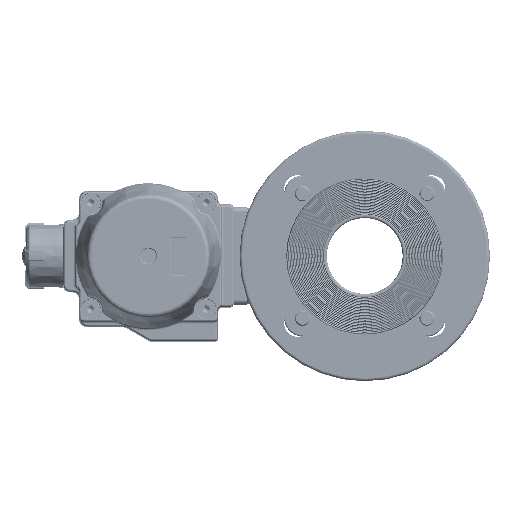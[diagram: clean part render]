
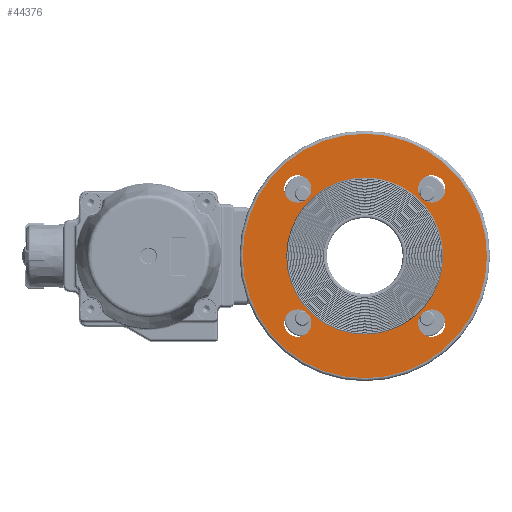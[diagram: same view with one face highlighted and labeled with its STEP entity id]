
A CAD part, left-side view. The second image highlights one B-rep face of the part: STEP entity #44376.
In plain terms, the highlighted planar face has unit normal (-1, 0, 0).
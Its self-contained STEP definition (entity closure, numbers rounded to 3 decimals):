
#3955=PLANE('',#48022);
#10376=ORIENTED_EDGE('',*,*,#23257,.T.);
#10377=ORIENTED_EDGE('',*,*,#23236,.F.);
#10378=ORIENTED_EDGE('',*,*,#23238,.F.);
#10379=ORIENTED_EDGE('',*,*,#23240,.F.);
#10380=ORIENTED_EDGE('',*,*,#23242,.F.);
#10381=ORIENTED_EDGE('',*,*,#23279,.F.);
#23236=EDGE_CURVE('',#29891,#29891,#34070,.T.);
#23238=EDGE_CURVE('',#29893,#29893,#34072,.T.);
#23240=EDGE_CURVE('',#29895,#29895,#34074,.T.);
#23242=EDGE_CURVE('',#29897,#29897,#34076,.T.);
#23257=EDGE_CURVE('',#29910,#29910,#34085,.T.);
#23279=EDGE_CURVE('',#29931,#29931,#34094,.T.);
#29891=VERTEX_POINT('',#66962);
#29893=VERTEX_POINT('',#66967);
#29895=VERTEX_POINT('',#66972);
#29897=VERTEX_POINT('',#66977);
#29910=VERTEX_POINT('',#67067);
#29931=VERTEX_POINT('',#67181);
#34070=CIRCLE('',#47864,9.);
#34072=CIRCLE('',#47867,9.);
#34074=CIRCLE('',#47870,9.);
#34076=CIRCLE('',#47873,9.);
#34085=CIRCLE('',#47888,80.5);
#34094=CIRCLE('',#47902,51.75);
#36600=EDGE_LOOP('',(#10376));
#36601=EDGE_LOOP('',(#10377));
#36602=EDGE_LOOP('',(#10378));
#36603=EDGE_LOOP('',(#10379));
#36604=EDGE_LOOP('',(#10380));
#36605=EDGE_LOOP('',(#10381));
#40253=FACE_BOUND('',#36600,.T.);
#40254=FACE_BOUND('',#36601,.T.);
#40255=FACE_BOUND('',#36602,.T.);
#40256=FACE_BOUND('',#36603,.T.);
#40257=FACE_BOUND('',#36604,.T.);
#40258=FACE_BOUND('',#36605,.T.);
#44376=ADVANCED_FACE('',(#40253,#40254,#40255,#40256,#40257,#40258),#3955,
 .F.);
#47864=AXIS2_PLACEMENT_3D('',#66961,#53189,#53190);
#47867=AXIS2_PLACEMENT_3D('',#66966,#53195,#53196);
#47870=AXIS2_PLACEMENT_3D('',#66971,#53201,#53202);
#47873=AXIS2_PLACEMENT_3D('',#66976,#53207,#53208);
#47888=AXIS2_PLACEMENT_3D('',#67066,#53239,#53240);
#47902=AXIS2_PLACEMENT_3D('',#67180,#53270,#53271);
#48022=AXIS2_PLACEMENT_3D('',#68029,#53603,#53604);
#53189=DIRECTION('',(-1.,0.,0.));
#53190=DIRECTION('',(0.,0.,1.));
#53195=DIRECTION('',(-1.,0.,0.));
#53196=DIRECTION('',(0.,0.,1.));
#53201=DIRECTION('',(-1.,0.,0.));
#53202=DIRECTION('',(0.,0.,1.));
#53207=DIRECTION('',(-1.,0.,0.));
#53208=DIRECTION('',(0.,0.,1.));
#53239=DIRECTION('',(-1.,0.,0.));
#53240=DIRECTION('',(0.,0.,1.));
#53270=DIRECTION('',(-1.,0.,0.));
#53271=DIRECTION('',(0.,0.,1.));
#53603=DIRECTION('',(1.,0.,0.));
#53604=DIRECTION('',(0.,1.,0.));
#66961=CARTESIAN_POINT('',(3.8,44.194,-44.194));
#66962=CARTESIAN_POINT('',(3.8,44.194,-35.194));
#66966=CARTESIAN_POINT('',(3.8,-44.194,-44.194));
#66967=CARTESIAN_POINT('',(3.8,-44.194,-35.194));
#66971=CARTESIAN_POINT('',(3.8,-44.194,44.194));
#66972=CARTESIAN_POINT('',(3.8,-44.194,53.194));
#66976=CARTESIAN_POINT('',(3.8,44.194,44.194));
#66977=CARTESIAN_POINT('',(3.8,44.194,53.194));
#67066=CARTESIAN_POINT('',(3.8,0.,0.));
#67067=CARTESIAN_POINT('',(3.8,0.,80.5));
#67180=CARTESIAN_POINT('',(3.8,0.,0.));
#67181=CARTESIAN_POINT('',(3.8,0.,51.75));
#68029=CARTESIAN_POINT('',(3.8,51.75,0.));
